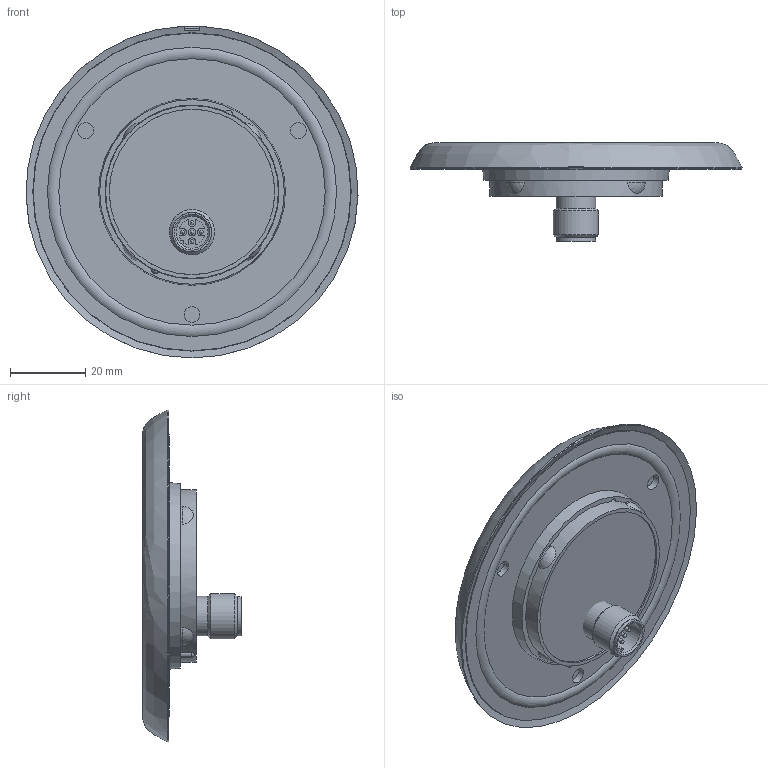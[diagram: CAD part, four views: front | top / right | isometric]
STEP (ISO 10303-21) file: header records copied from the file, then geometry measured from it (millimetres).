
FILE_DESCRIPTION (( 'STEP AP203' ), '1' );
FILE_NAME ('CAP004356-01.STEP', '2025-03-26T16:35:43', ( '' ), ( '' ), 'SwSTEP 2.0', 'SolidWorks 2024', '' );
FILE_SCHEMA (( 'CONFIG_CONTROL_DESIGN' ));
Length unit declared in the file: millimetre
Products named in the file (1): CAP004356-01
Bounding box: 87.98 x 26.03 x 87.95 mm (x, y, z)
Volume: 49576.7 mm3; surface area: 18709.8 mm2
Topology: 2 solids, 2 shells, 295 faces, 748 edges, 495 vertices
Faces by surface type: plane 187, cylinder 48, bspline 25, cone 16, sphere 13, torus 6
Full cylindrical faces by diameter (mm): 1 x5, 2 x1, 4.195 x3, 8.6 x1, 9.4 x3, 9.5 x1, 10.4 x1, 10.5 x1, 11.3 x1, 12 x1, 45.8 x1, 50.6 x1
Entity records: 9759 total; most frequent: CARTESIAN_POINT 2945, ORIENTED_EDGE 1352, DIRECTION 1309, EDGE_CURVE 676, VERTEX_POINT 471, VECTOR 447, LINE 447, AXIS2_PLACEMENT_3D 431
